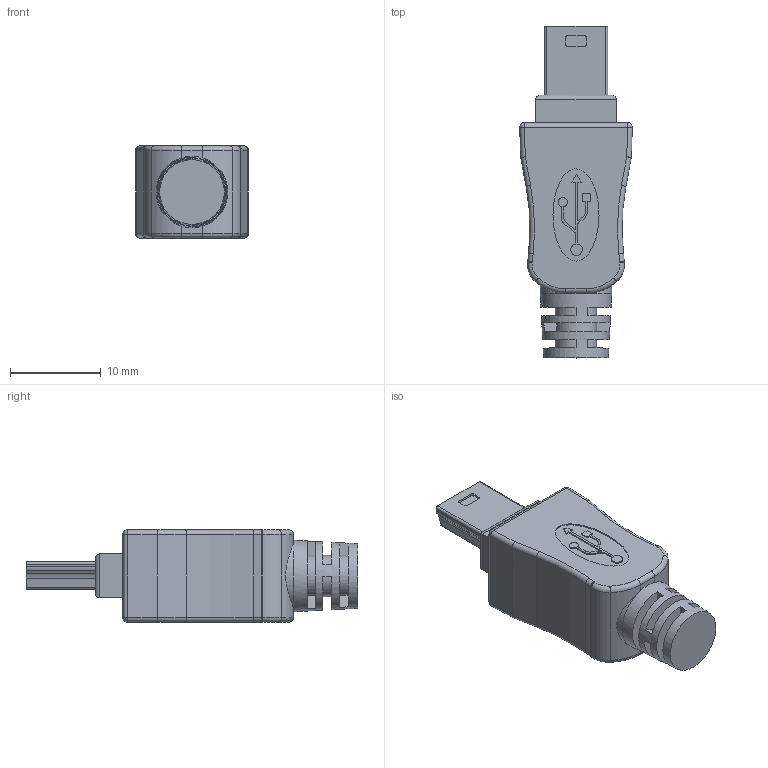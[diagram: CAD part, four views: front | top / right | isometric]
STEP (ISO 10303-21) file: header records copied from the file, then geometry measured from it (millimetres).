
FILE_DESCRIPTION(/* description */ ('STEP AP214'),/* implementation_level */ '2;1');
FILE_NAME(/* name */ 'DPLX_P036 mini USB.stp',/* time_stamp */ '2018-07-31T12:49:14-07:00',/* author */ ('MJ'),/* organization */ (''),/* preprocessor_version */ 'ST-DEVELOPER v16.13',/* originating_system */ 'Autodesk Inventor 2018',/* authorisation */ '');
FILE_SCHEMA (('AUTOMOTIVE_DESIGN { 1 0 10303 214 3 1 1 }'));
Length unit declared in the file: inch
Products named in the file (1): DPLX_P036 mini USB
Bounding box: 12.41 x 36.58 x 10.16 mm (x, y, z)
Volume: 2482.2 mm3; surface area: 1634.4 mm2
Topology: 2 solids, 2 shells, 238 faces, 615 edges, 390 vertices
Faces by surface type: plane 130, cylinder 83, torus 16, bspline 4, sphere 4, cone 1
Entity records: 7351 total; most frequent: CARTESIAN_POINT 1293, DIRECTION 1275, ORIENTED_EDGE 1208, EDGE_CURVE 604, AXIS2_PLACEMENT_3D 438, LINE 399, VECTOR 399, VERTEX_POINT 387
